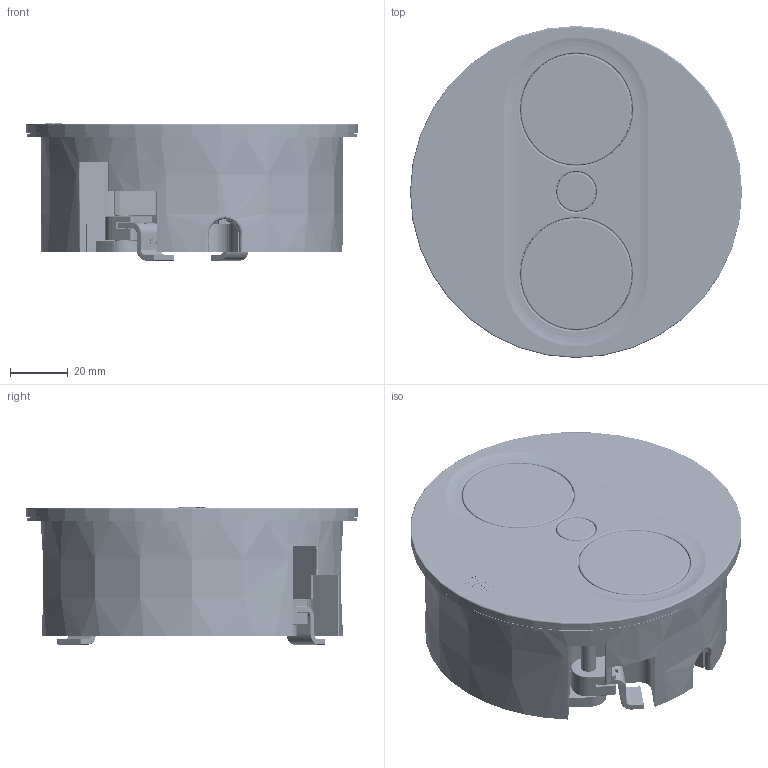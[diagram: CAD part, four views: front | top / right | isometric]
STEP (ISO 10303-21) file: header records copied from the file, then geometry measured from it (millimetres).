
FILE_DESCRIPTION(/* description */ (''),/* implementation_level */ '2;1');
FILE_NAME(/* name */ 'BG_Twist_2_rund_2xCEE7.stp',/* time_stamp */ '2022-07-18T13:23:11+02:00',/* author */ ('patrick.elbert'),/* organization */ (''),/* preprocessor_version */ 'ST-DEVELOPER v18.1',/* originating_system */ 'Autodesk Inventor 2022',/* authorisation */ '');
FILE_SCHEMA (('AUTOMOTIVE_DESIGN { 1 0 10303 214 3 1 1 }'));
Products named in the file (1): BG_Twist_2_rund_2xCEE7
Bounding box: 115 x 115 x 47.55 mm (x, y, z)
Volume: 133519.9 mm3; surface area: 144901.3 mm2
Topology: 3 solids, 16 shells, 5290 faces, 14275 edges, 9046 vertices
Faces by surface type: plane 2541, cylinder 1529, bspline 605, torus 379, sphere 124, cone 112
Full cylindrical faces by diameter (mm): 1.8 x1, 2 x20, 2.09 x2, 2.1 x28, 2.2 x1, 2.3 x4, 2.4 x12, 2.5 x19, 2.6 x2, 2.9 x1, 3 x4, 3.2 x6, 3.4 x2, 3.5 x2, 3.6 x4, 3.7 x1, 3.8 x2, 5 x6, 5.2 x8, 5.3 x2, 5.5 x16, 5.6 x2, 6 x12, 7 x2, 7.6 x2, 9 x4, 11 x1, 16 x1, 39 x2, 96 x1
Entity records: 233690 total; most frequent: CARTESIAN_POINT 99164, ORIENTED_EDGE 28502, DIRECTION 25198, EDGE_CURVE 14251, VERTEX_POINT 9042, AXIS2_PLACEMENT_3D 8674, LINE 7850, VECTOR 7850
